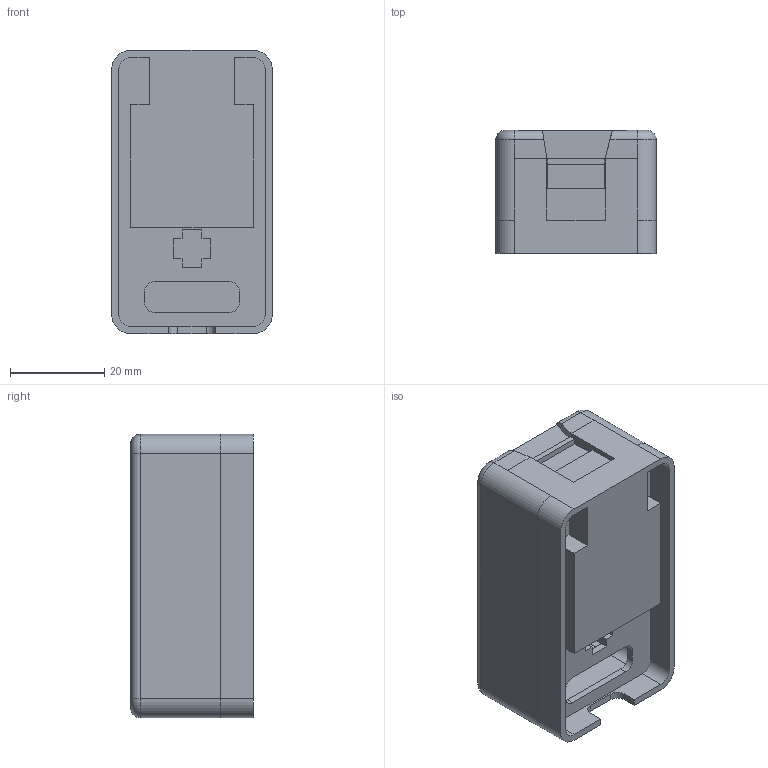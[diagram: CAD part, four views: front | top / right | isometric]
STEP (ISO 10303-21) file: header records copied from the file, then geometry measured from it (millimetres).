
FILE_DESCRIPTION (( 'STEP AP203' ), '1' );
FILE_NAME ('CS2-012 ITK Êîðïóñ íàñòåííîé ðîçåòêè äëÿ 1 ìîä. Keystone Jack.STEP', '2016-09-29T06:49:53', ( '' ), ( '' ), 'SwSTEP 2.0', 'SolidWorks 2014', '' );
FILE_SCHEMA (( 'CONFIG_CONTROL_DESIGN' ));
Length unit declared in the file: millimetre
Products named in the file (2): CS2-012 ITK Êîðïóñ íàñòåííîé ðîçåòêè äëÿ 1 ìîä. Keystone Jack
Bounding box: 34 x 26 x 60 mm (x, y, z)
Volume: 13530.1 mm3; surface area: 18113.6 mm2
Topology: 2 solids, 2 shells, 137 faces, 385 edges, 246 vertices
Faces by surface type: plane 98, cylinder 31, torus 8
Entity records: 4528 total; most frequent: CARTESIAN_POINT 782, ORIENTED_EDGE 770, DIRECTION 727, EDGE_CURVE 385, LINE 313, VECTOR 313, VERTEX_POINT 246, AXIS2_PLACEMENT_3D 207
